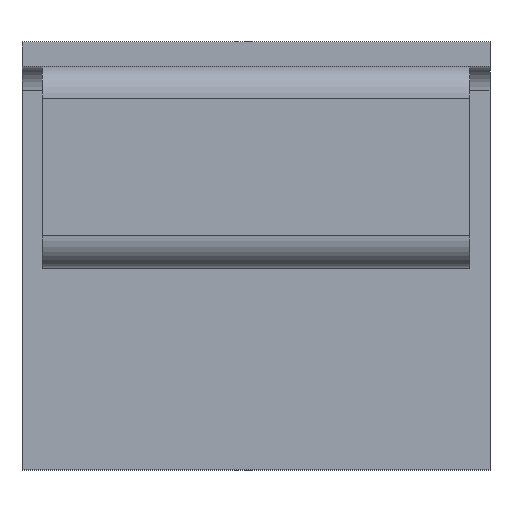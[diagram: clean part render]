
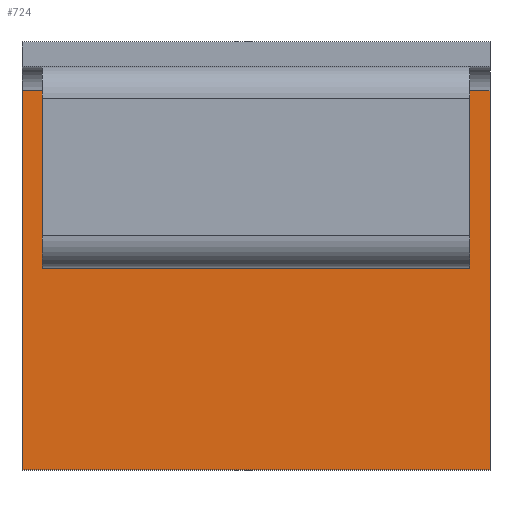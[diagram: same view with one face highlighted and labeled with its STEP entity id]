
A CAD part, top view. The second image highlights one B-rep face of the part: STEP entity #724.
In plain terms, the highlighted planar face has unit normal (0, 0, 1).
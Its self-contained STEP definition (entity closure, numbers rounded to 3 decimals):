
#129 = DIRECTION ( 'NONE',  ( 1., 0., 0. ) ) ;
#130 = CARTESIAN_POINT ( 'NONE',  ( 0., -53., 0. ) ) ;
#137 = DIRECTION ( 'NONE',  ( 0., -1., 0. ) ) ;
#266 = DIRECTION ( 'NONE',  ( 0., -1., 0. ) ) ;
#271 = DIRECTION ( 'NONE',  ( 0., 0., 1. ) ) ;
#272 = CARTESIAN_POINT ( 'NONE',  ( -113.392, 0., 0. ) ) ;
#276 = VERTEX_POINT ( 'NONE', #868 ) ;
#311 = PLANE ( 'NONE',  #378 ) ;
#361 = VERTEX_POINT ( 'NONE', #871 ) ;
#378 = AXIS2_PLACEMENT_3D ( 'NONE', #272, #271, #266 ) ;
#386 = LINE ( 'NONE', #953, #643 ) ;
#397 = VECTOR ( 'NONE', #129, 1000. ) ;
#414 = LINE ( 'NONE', #606, #397 ) ;
#418 = VECTOR ( 'NONE', #137, 1000. ) ;
#423 = LINE ( 'NONE', #130, #418 ) ;
#513 = VERTEX_POINT ( 'NONE', #621 ) ;
#543 = EDGE_CURVE ( 'NONE', #513, #1146, #1102, .T. ) ;
#544 = CARTESIAN_POINT ( 'NONE',  ( -58., -6., 0. ) ) ;
#585 = DIRECTION ( 'NONE',  ( 0., 1., 0. ) ) ;
#589 = CARTESIAN_POINT ( 'NONE',  ( -58., -3., 0. ) ) ;
#606 = CARTESIAN_POINT ( 'NONE',  ( -58., -6., 0. ) ) ;
#621 = CARTESIAN_POINT ( 'NONE',  ( -58., -53., 0. ) ) ;
#643 = VECTOR ( 'NONE', #903, 1000. ) ;
#724 = ADVANCED_FACE ( 'NONE', ( #851 ), #311, .T. ) ;
#799 = EDGE_LOOP ( 'NONE', ( #956, #1061, #1165, #1306 ) ) ;
#851 = FACE_OUTER_BOUND ( 'NONE', #799, .T. ) ;
#868 = CARTESIAN_POINT ( 'NONE',  ( 0., -53., 0. ) ) ;
#871 = CARTESIAN_POINT ( 'NONE',  ( 0., -6., 0. ) ) ;
#885 = EDGE_CURVE ( 'NONE', #1146, #361, #414, .T. ) ;
#895 = EDGE_CURVE ( 'NONE', #361, #276, #423, .T. ) ;
#903 = DIRECTION ( 'NONE',  ( -1., 0., 0. ) ) ;
#953 = CARTESIAN_POINT ( 'NONE',  ( -58., -53., 0. ) ) ;
#956 = ORIENTED_EDGE ( 'NONE', *, *, #895, .F. ) ;
#1003 = EDGE_CURVE ( 'NONE', #276, #513, #386, .T. ) ;
#1061 = ORIENTED_EDGE ( 'NONE', *, *, #885, .F. ) ;
#1074 = VECTOR ( 'NONE', #585, 1000. ) ;
#1102 = LINE ( 'NONE', #589, #1074 ) ;
#1146 = VERTEX_POINT ( 'NONE', #544 ) ;
#1165 = ORIENTED_EDGE ( 'NONE', *, *, #543, .F. ) ;
#1306 = ORIENTED_EDGE ( 'NONE', *, *, #1003, .F. ) ;
